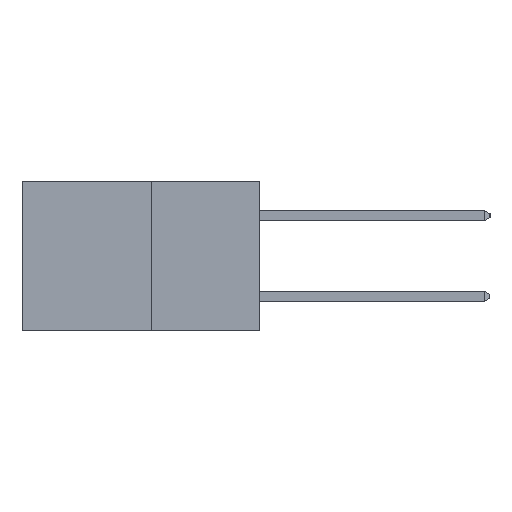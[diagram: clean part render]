
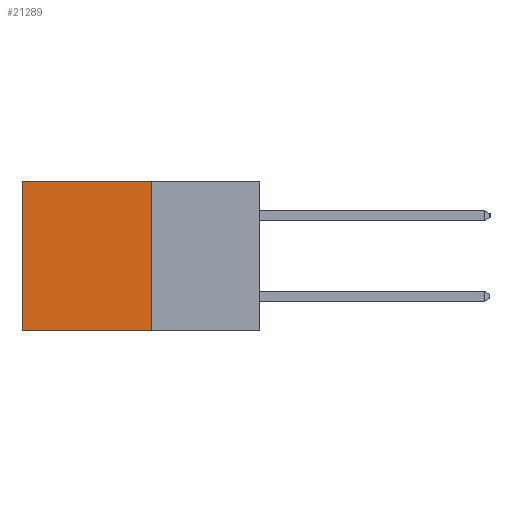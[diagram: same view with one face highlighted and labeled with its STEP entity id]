
A CAD part, left-side view. The second image highlights one B-rep face of the part: STEP entity #21289.
In plain terms, the highlighted planar face has unit normal (-1, 0, 0).
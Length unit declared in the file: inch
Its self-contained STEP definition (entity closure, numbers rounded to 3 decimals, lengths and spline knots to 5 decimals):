
#76 = DIRECTION ( 'NONE',  ( 0., 1., 0. ) ) ;
#1057 = EDGE_CURVE ( 'NONE', #6802, #27680, #5373, .T. ) ;
#2059 = VECTOR ( 'NONE', #76, 39.37008 ) ;
#2333 = FACE_OUTER_BOUND ( 'NONE', #24569, .T. ) ;
#2571 = ORIENTED_EDGE ( 'NONE', *, *, #15543, .T. ) ;
#3716 = CARTESIAN_POINT ( 'NONE',  ( 0.277, 0.27, -0.37 ) ) ;
#4245 = CARTESIAN_POINT ( 'NONE',  ( 0.277, 0.59, -0.37 ) ) ;
#5373 = LINE ( 'NONE', #9187, #28332 ) ;
#6025 = DIRECTION ( 'NONE',  ( 0., 0., -1. ) ) ;
#6308 = DIRECTION ( 'NONE',  ( 0., 1., 0. ) ) ;
#6802 = VERTEX_POINT ( 'NONE', #7624 ) ;
#7624 = CARTESIAN_POINT ( 'NONE',  ( 0.277, 0.27, 0. ) ) ;
#7715 = EDGE_CURVE ( 'NONE', #16300, #13372, #25381, .T. ) ;
#8812 = CARTESIAN_POINT ( 'NONE',  ( 0.277, 0.59, 0. ) ) ;
#9187 = CARTESIAN_POINT ( 'NONE',  ( 0.277, 0.27, -0.37 ) ) ;
#9308 = ORIENTED_EDGE ( 'NONE', *, *, #7715, .T. ) ;
#10454 = CARTESIAN_POINT ( 'NONE',  ( 0.277, 0.59, -0.37 ) ) ;
#10692 = CARTESIAN_POINT ( 'NONE',  ( 0.277, 0.27, -0.37 ) ) ;
#12004 = EDGE_CURVE ( 'NONE', #27680, #13372, #15090, .T. ) ;
#13372 = VERTEX_POINT ( 'NONE', #10454 ) ;
#13862 = LINE ( 'NONE', #24738, #25348 ) ;
#13902 = VECTOR ( 'NONE', #18118, 39.37008 ) ;
#14810 = AXIS2_PLACEMENT_3D ( 'NONE', #3716, #19895, #6025 ) ;
#15090 = LINE ( 'NONE', #20854, #2059 ) ;
#15543 = EDGE_CURVE ( 'NONE', #6802, #16300, #13862, .T. ) ;
#16300 = VERTEX_POINT ( 'NONE', #8812 ) ;
#17472 = DIRECTION ( 'NONE',  ( 0., 0., -1. ) ) ;
#18118 = DIRECTION ( 'NONE',  ( 0., 0., -1. ) ) ;
#19895 = DIRECTION ( 'NONE',  ( 1., 0., 0. ) ) ;
#20854 = CARTESIAN_POINT ( 'NONE',  ( 0.277, 0.27, -0.37 ) ) ;
#21289 = ADVANCED_FACE ( 'NONE', ( #2333 ), #28861, .F. ) ;
#23558 = ORIENTED_EDGE ( 'NONE', *, *, #12004, .F. ) ;
#24569 = EDGE_LOOP ( 'NONE', ( #9308, #23558, #24603, #2571 ) ) ;
#24603 = ORIENTED_EDGE ( 'NONE', *, *, #1057, .F. ) ;
#24738 = CARTESIAN_POINT ( 'NONE',  ( 0.277, 0.27, 0. ) ) ;
#25348 = VECTOR ( 'NONE', #6308, 39.37008 ) ;
#25381 = LINE ( 'NONE', #4245, #13902 ) ;
#27680 = VERTEX_POINT ( 'NONE', #10692 ) ;
#28332 = VECTOR ( 'NONE', #17472, 39.37008 ) ;
#28861 = PLANE ( 'NONE',  #14810 ) ;
